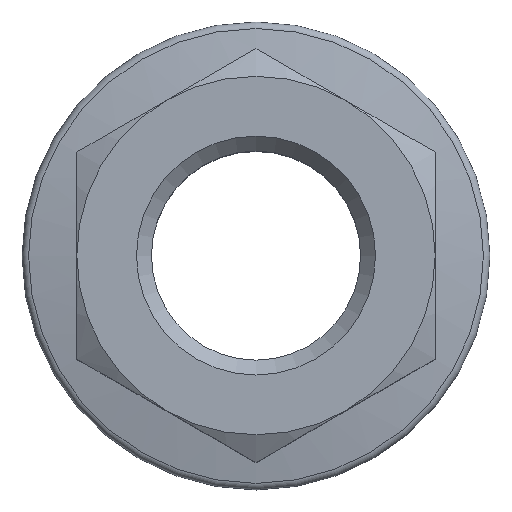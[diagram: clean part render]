
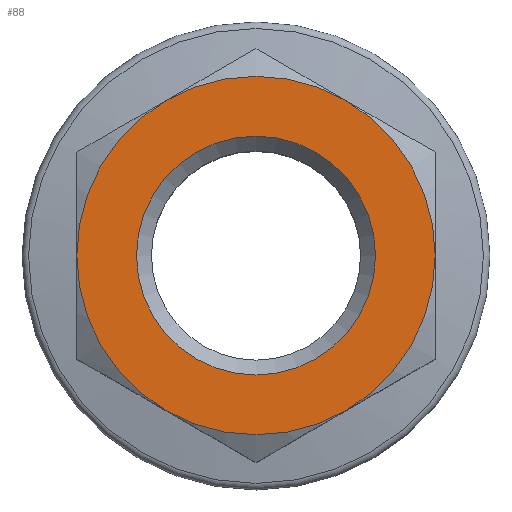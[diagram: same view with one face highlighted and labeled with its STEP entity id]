
A CAD part, top view. The second image highlights one B-rep face of the part: STEP entity #88.
In plain terms, the highlighted planar face has unit normal (0, 0, 1).
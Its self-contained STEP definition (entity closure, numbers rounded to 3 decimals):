
#88 = ADVANCED_FACE( '', ( #128, #129 ), #130, .T. );
#128 = FACE_BOUND( '', #179, .T. );
#129 = FACE_OUTER_BOUND( '', #180, .T. );
#130 = PLANE( '', #181 );
#179 = EDGE_LOOP( '', ( #287 ) );
#180 = EDGE_LOOP( '', ( #288, #289, #290, #291, #292, #293 ) );
#181 = AXIS2_PLACEMENT_3D( '', #294, #295, #296 );
#287 = ORIENTED_EDGE( '', *, *, #359, .T. );
#288 = ORIENTED_EDGE( '', *, *, #367, .T. );
#289 = ORIENTED_EDGE( '', *, *, #368, .T. );
#290 = ORIENTED_EDGE( '', *, *, #370, .T. );
#291 = ORIENTED_EDGE( '', *, *, #371, .T. );
#292 = ORIENTED_EDGE( '', *, *, #372, .T. );
#293 = ORIENTED_EDGE( '', *, *, #369, .T. );
#294 = CARTESIAN_POINT( '', ( -18., 31.177, 28. ) );
#295 = DIRECTION( '', ( 0., 0., 1. ) );
#296 = DIRECTION( '', ( 1., 0., 0. ) );
#359 = EDGE_CURVE( '', #415, #415, #416, .F. );
#367 = EDGE_CURVE( '', #401, #381, #429, .T. );
#368 = EDGE_CURVE( '', #381, #421, #430, .T. );
#369 = EDGE_CURVE( '', #406, #401, #431, .T. );
#370 = EDGE_CURVE( '', #421, #426, #432, .T. );
#371 = EDGE_CURVE( '', #426, #433, #434, .T. );
#372 = EDGE_CURVE( '', #433, #406, #435, .T. );
#381 = VERTEX_POINT( '', #454 );
#401 = VERTEX_POINT( '', #531 );
#406 = VERTEX_POINT( '', #551 );
#415 = VERTEX_POINT( '', #575 );
#416 = CIRCLE( '', #576, 12. );
#421 = VERTEX_POINT( '', #582 );
#426 = VERTEX_POINT( '', #602 );
#429 = CIRCLE( '', #619, 18. );
#430 = CIRCLE( '', #620, 18. );
#431 = CIRCLE( '', #621, 18. );
#432 = CIRCLE( '', #622, 18. );
#433 = VERTEX_POINT( '', #623 );
#434 = CIRCLE( '', #624, 18. );
#435 = CIRCLE( '', #625, 18. );
#454 = CARTESIAN_POINT( '', ( 9., 15.588, 28. ) );
#531 = CARTESIAN_POINT( '', ( 18., 0., 28. ) );
#551 = CARTESIAN_POINT( '', ( 9., -15.588, 28. ) );
#575 = CARTESIAN_POINT( '', ( 12., 0., 28. ) );
#576 = AXIS2_PLACEMENT_3D( '', #663, #664, #665 );
#582 = CARTESIAN_POINT( '', ( -9., 15.588, 28. ) );
#602 = CARTESIAN_POINT( '', ( -18., 0., 28. ) );
#619 = AXIS2_PLACEMENT_3D( '', #671, #672, #673 );
#620 = AXIS2_PLACEMENT_3D( '', #674, #675, #676 );
#621 = AXIS2_PLACEMENT_3D( '', #677, #678, #679 );
#622 = AXIS2_PLACEMENT_3D( '', #680, #681, #682 );
#623 = CARTESIAN_POINT( '', ( -9., -15.588, 28. ) );
#624 = AXIS2_PLACEMENT_3D( '', #683, #684, #685 );
#625 = AXIS2_PLACEMENT_3D( '', #686, #687, #688 );
#663 = CARTESIAN_POINT( '', ( 0., 0., 28. ) );
#664 = DIRECTION( '', ( 0., 0., 1. ) );
#665 = DIRECTION( '', ( 1., 0., 0. ) );
#671 = CARTESIAN_POINT( '', ( 0., 0., 28. ) );
#672 = DIRECTION( '', ( 0., 0., 1. ) );
#673 = DIRECTION( '', ( 1., 0., 0. ) );
#674 = CARTESIAN_POINT( '', ( 0., 0., 28. ) );
#675 = DIRECTION( '', ( 0., 0., 1. ) );
#676 = DIRECTION( '', ( 1., 0., 0. ) );
#677 = CARTESIAN_POINT( '', ( 0., 0., 28. ) );
#678 = DIRECTION( '', ( 0., 0., 1. ) );
#679 = DIRECTION( '', ( 1., 0., 0. ) );
#680 = CARTESIAN_POINT( '', ( 0., 0., 28. ) );
#681 = DIRECTION( '', ( 0., 0., 1. ) );
#682 = DIRECTION( '', ( 1., 0., 0. ) );
#683 = CARTESIAN_POINT( '', ( 0., 0., 28. ) );
#684 = DIRECTION( '', ( 0., 0., 1. ) );
#685 = DIRECTION( '', ( 1., 0., 0. ) );
#686 = CARTESIAN_POINT( '', ( 0., 0., 28. ) );
#687 = DIRECTION( '', ( 0., 0., 1. ) );
#688 = DIRECTION( '', ( 1., 0., 0. ) );
